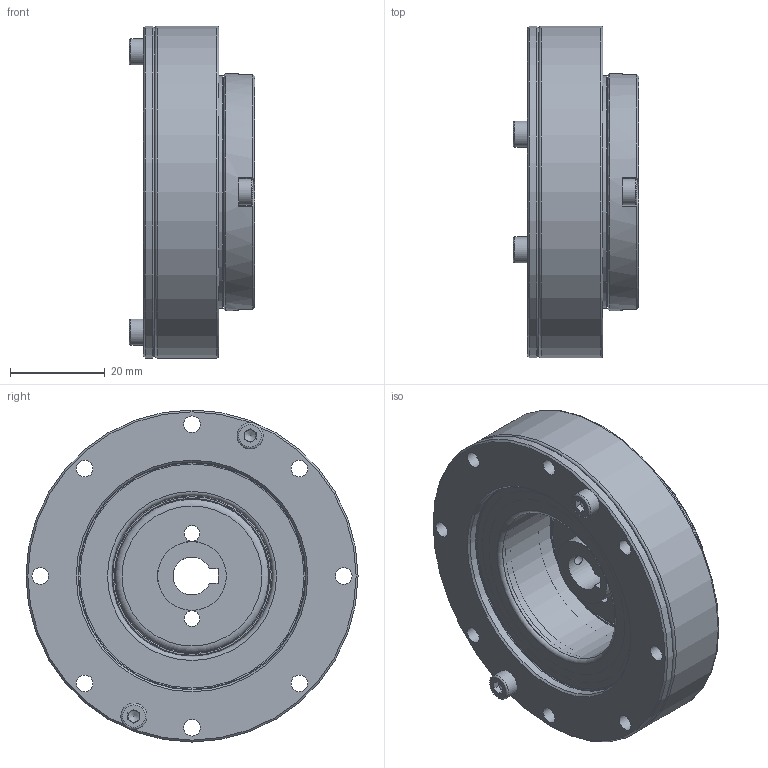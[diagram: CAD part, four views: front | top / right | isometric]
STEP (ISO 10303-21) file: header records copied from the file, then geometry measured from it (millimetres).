
FILE_DESCRIPTION(/* description */ ('STEP AP242','CAx-IF Rec.Pracs.---Representation and Presentation of Product Manufacturing Information (PMI)---4.0---2014-10-13','CAx-IF Rec.Pracs.---3D Tessellated Geometry---0.4---2014-09-14','2;1'),/* implementation_level */ '2;1');
FILE_NAME(/* name */ '68877533bc425d248bb649e2',/* time_stamp */ '2025-07-28T13:03:48Z',/* author */ (''),/* organization */ (''),/* preprocessor_version */ 'ST-DEVELOPER v20',/* originating_system */ 'ONSHAPE BY PTC INC, 1.201',/* authorisation */ ' ');
FILE_SCHEMA (('AP242_MANAGED_MODEL_BASED_3D_ENGINEERING_MIM_LF { 1 0 10303 442 1 1 4 }'));
Length unit declared in the file: metre
Products named in the file (17): HS-14-III; hexagon socket head cap screws gb_GB_FASTENER_SCREWS_HSHCS M3X8-C; 14-50??????_?? <1>; 14????; ??-STXB-14-080-CV0; ????-STXB-14050; ????-STRU-14-70-135X?70-V1 <1>; ????-??-?3; ????-??-STRU-14-70; ??????-14-70-??-V0; ??????-14-70-V0; ????-??-STRU-14-70-V1; O????-?53X?18; 14??; hexagon socket head cap screws gb_GB_FASTENER_SCREWS_HSHCS M2X5-C
Assembly tree (98 placements, depth 3):
  HS-14-III
    hexagon socket head cap screws gb_GB_FASTENER_SCREWS_HSHCS M3X8-C  x6
    14-50??????_?? <1>
      14????
      ??-STXB-14-080-CV0
    ????-STXB-14050
    ????-STXB-14050
    ????-STRU-14-70-135X?70-V1 <1>
      ????-??-?3  x40
      ????-??-STRU-14-70
      ??????-14-70-??-V0  x20
      ??????-14-70-V0  x20
      ????-??-STRU-14-70-V1
      O????-?53X?18
      14??
      hexagon socket head cap screws gb_GB_FASTENER_SCREWS_HSHCS M2X5-C
      ????-??-STRU-14-70
Bounding box: 26.5 x 70 x 70 mm (x, y, z)
Volume: 49131.1 mm3; surface area: 47854.4 mm2
Topology: 96 solids, 96 shells, 817 faces, 1613 edges, 1012 vertices
Faces by surface type: plane 408, cylinder 232, cone 154, torus 20, bspline 3
Full cylindrical faces by diameter (mm): 1.6 x1, 2 x1, 2.4 x1, 2.5 x16, 3 x46, 3.3 x2, 3.4 x4, 3.5 x26, 3.8 x1, 4.2 x1, 5.5 x6, 14.5 x1, 23.5 x1, 25.07 x1, 26.67 x2, 29.5 x1, 32.372 x2, 33.896 x2, 34.245 x1, 34.296 x1, 35.077 x1, 35.207 x1, 36.5 x1, 37.077 x1, 39 x2, 40 x1, 45.4 x1, 48 x1, 49 x2, 50 x2
Entity records: 9587 total; most frequent: CARTESIAN_POINT 2317, DIRECTION 1557, ORIENTED_EDGE 940, AXIS2_PLACEMENT_3D 702, FACE_BOUND 578, EDGE_LOOP 560, EDGE_CURVE 470, VERTEX_POINT 404
